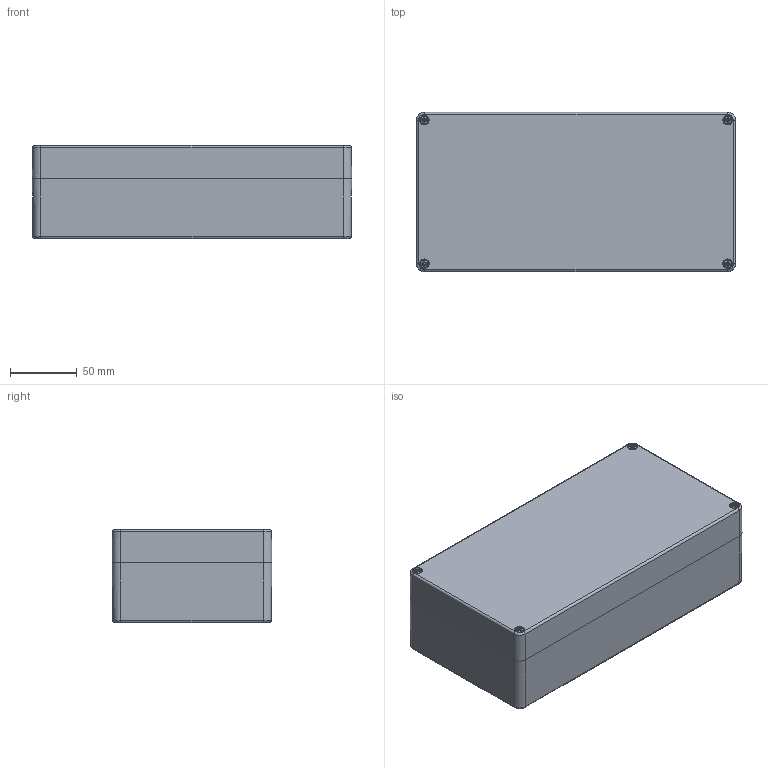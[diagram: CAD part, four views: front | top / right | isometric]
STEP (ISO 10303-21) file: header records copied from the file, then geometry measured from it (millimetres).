
FILE_DESCRIPTION((''),'2;1');
FILE_NAME('03-0110-6900-MBM-MBT-241270.stp','2007-04-16T20:29:21',('PC'),(''),'Autodesk Inventor 10','Autodesk Inventor 10','');
FILE_SCHEMA(('AUTOMOTIVE_DESIGN { 1 0 10303 214 1 1 1 1 }'));
Length unit declared in the file: millimetre
Products named in the file (6): 03-0110-6900-MBM-MBT-241270; UT-PC-241270; OT-PC-241270; Gewindemuffe-M4; Flachkopfschraube mit Kreuzschlitz - Typ IA - Metrisch M4x0.7 x 20; O-Ring-03-6900
Assembly tree (11 placements, depth 2):
  03-0110-6900-MBM-MBT-241270
    UT-PC-241270
    OT-PC-241270
    Gewindemuffe-M4  x4
    Flachkopfschraube mit Kreuzschlitz - Typ IA - Metrisch M4x0.7 x 20  x4
    O-Ring-03-6900
Bounding box: 240 x 120 x 70.04 mm (x, y, z)
Volume: 346966.6 mm3; surface area: 233224.3 mm2
Topology: 11 solids, 11 shells, 634 faces, 1476 edges, 917 vertices
Faces by surface type: plane 203, bspline 153, cylinder 152, cone 102, torus 20, sphere 4
Full cylindrical faces by diameter (mm): 2.5 x12, 4 x4, 5 x4, 7.2 x4, 8 x4
Entity records: 39412 total; most frequent: CARTESIAN_POINT 28707, DIRECTION 2128, ORIENTED_EDGE 2106, EDGE_CURVE 1053, AXIS2_PLACEMENT_3D 876, VERTEX_POINT 689, EDGE_LOOP 646, FACE_OUTER_BOUND 496
